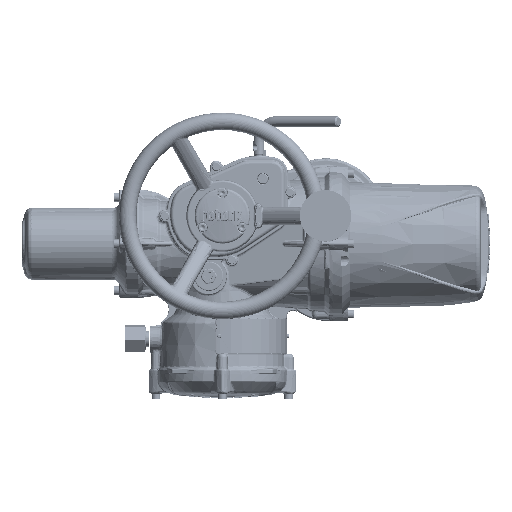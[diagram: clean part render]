
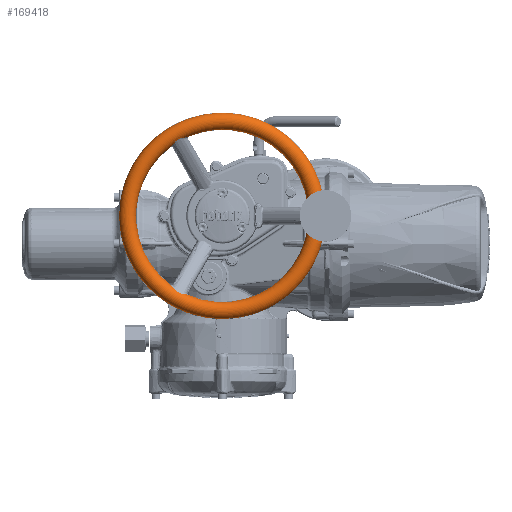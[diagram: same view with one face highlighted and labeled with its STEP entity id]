
A CAD part, top view. The second image highlights one B-rep face of the part: STEP entity #169418.
In plain terms, the highlighted toroidal (fillet/blend) face has major radius 140 mm and minor radius 12.5 mm.
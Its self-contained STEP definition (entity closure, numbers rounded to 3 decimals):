
#4485=TOROIDAL_SURFACE('',#179135,140.,12.5);
#9391=B_SPLINE_CURVE_WITH_KNOTS('',3,(#294977,#294978,#294979,#294980,#294981,
#294982,#294983),.UNSPECIFIED.,.F.,.F.,(4,1,1,1,4),(0.,0.004,
0.007,0.011,0.014),
 .UNSPECIFIED.);
#9392=B_SPLINE_CURVE_WITH_KNOTS('',3,(#294985,#294986,#294987,#294988),
 .UNSPECIFIED.,.F.,.F.,(4,4),(0.,0.006),.UNSPECIFIED.);
#9393=B_SPLINE_CURVE_WITH_KNOTS('',3,(#294990,#294991,#294992,#294993,#294994,
#294995,#294996),.UNSPECIFIED.,.F.,.F.,(4,1,1,1,4),(0.,0.004,
0.007,0.011,0.014),
 .UNSPECIFIED.);
#9394=B_SPLINE_CURVE_WITH_KNOTS('',3,(#294997,#294998,#294999,#295000,#295001,
#295002,#295003),.UNSPECIFIED.,.F.,.F.,(4,1,1,1,4),(0.,0.004,
0.007,0.011,0.014),
 .UNSPECIFIED.);
#9395=B_SPLINE_CURVE_WITH_KNOTS('',3,(#295005,#295006,#295007,#295008),
 .UNSPECIFIED.,.F.,.F.,(4,4),(0.,0.006),.UNSPECIFIED.);
#9396=B_SPLINE_CURVE_WITH_KNOTS('',3,(#295010,#295011,#295012,#295013,#295014,
#295015,#295016),.UNSPECIFIED.,.F.,.F.,(4,1,1,1,4),(0.,0.004,
0.007,0.011,0.014),
 .UNSPECIFIED.);
#9397=B_SPLINE_CURVE_WITH_KNOTS('',3,(#295017,#295018,#295019,#295020,#295021,
#295022,#295023),.UNSPECIFIED.,.F.,.F.,(4,1,1,1,4),(0.,0.004,
0.007,0.011,0.014),
 .UNSPECIFIED.);
#9398=B_SPLINE_CURVE_WITH_KNOTS('',3,(#295025,#295026,#295027,#295028),
 .UNSPECIFIED.,.F.,.F.,(4,4),(0.,0.006),.UNSPECIFIED.);
#9399=B_SPLINE_CURVE_WITH_KNOTS('',3,(#295030,#295031,#295032,#295033,#295034,
#295035,#295036),.UNSPECIFIED.,.F.,.F.,(4,1,1,1,4),(0.,0.004,
0.007,0.011,0.014),
 .UNSPECIFIED.);
#42182=ORIENTED_EDGE('',*,*,#69206,.T.);
#42183=ORIENTED_EDGE('',*,*,#69207,.T.);
#42184=ORIENTED_EDGE('',*,*,#69208,.T.);
#42185=ORIENTED_EDGE('',*,*,#69050,.F.);
#42186=ORIENTED_EDGE('',*,*,#69209,.T.);
#42187=ORIENTED_EDGE('',*,*,#69210,.T.);
#42188=ORIENTED_EDGE('',*,*,#69211,.T.);
#42189=ORIENTED_EDGE('',*,*,#69069,.F.);
#42190=ORIENTED_EDGE('',*,*,#69212,.T.);
#42191=ORIENTED_EDGE('',*,*,#69213,.T.);
#42192=ORIENTED_EDGE('',*,*,#69214,.T.);
#42193=ORIENTED_EDGE('',*,*,#69056,.F.);
#42194=ORIENTED_EDGE('',*,*,#69114,.T.);
#69050=EDGE_CURVE('',#83736,#83737,#92009,.T.);
#69056=EDGE_CURVE('',#83742,#83743,#92011,.T.);
#69069=EDGE_CURVE('',#83754,#83755,#92014,.T.);
#69114=EDGE_CURVE('',#83789,#83789,#92019,.T.);
#69206=EDGE_CURVE('',#83742,#83854,#9391,.T.);
#69207=EDGE_CURVE('',#83854,#83855,#9392,.T.);
#69208=EDGE_CURVE('',#83855,#83737,#9393,.T.);
#69209=EDGE_CURVE('',#83736,#83856,#9394,.T.);
#69210=EDGE_CURVE('',#83856,#83857,#9395,.T.);
#69211=EDGE_CURVE('',#83857,#83755,#9396,.T.);
#69212=EDGE_CURVE('',#83754,#83858,#9397,.T.);
#69213=EDGE_CURVE('',#83858,#83859,#9398,.T.);
#69214=EDGE_CURVE('',#83859,#83743,#9399,.T.);
#83736=VERTEX_POINT('',#293718);
#83737=VERTEX_POINT('',#293719);
#83742=VERTEX_POINT('',#293745);
#83743=VERTEX_POINT('',#293746);
#83754=VERTEX_POINT('',#293807);
#83755=VERTEX_POINT('',#293808);
#83789=VERTEX_POINT('',#294128);
#83854=VERTEX_POINT('',#294984);
#83855=VERTEX_POINT('',#294989);
#83856=VERTEX_POINT('',#295004);
#83857=VERTEX_POINT('',#295009);
#83858=VERTEX_POINT('',#295024);
#83859=VERTEX_POINT('',#295029);
#92009=CIRCLE('',#179088,127.508);
#92011=CIRCLE('',#179091,127.508);
#92014=CIRCLE('',#179096,127.508);
#92019=CIRCLE('',#179111,152.492);
#99393=EDGE_LOOP('',(#42182,#42183,#42184,#42185,#42186,#42187,#42188,#42189,
#42190,#42191,#42192,#42193));
#99394=EDGE_LOOP('',(#42194));
#108133=FACE_BOUND('',#99393,.T.);
#108134=FACE_BOUND('',#99394,.T.);
#169418=ADVANCED_FACE('',(#108133,#108134),#4485,.T.);
#179088=AXIS2_PLACEMENT_3D('',#293717,#198659,#198660);
#179091=AXIS2_PLACEMENT_3D('',#293744,#198665,#198666);
#179096=AXIS2_PLACEMENT_3D('',#293806,#198675,#198676);
#179111=AXIS2_PLACEMENT_3D('',#294127,#198705,#198706);
#179135=AXIS2_PLACEMENT_3D('',#294976,#198755,#198756);
#198659=DIRECTION('',(0.,0.,1.));
#198660=DIRECTION('',(0.,1.,0.));
#198665=DIRECTION('',(0.,0.,1.));
#198666=DIRECTION('',(0.,1.,0.));
#198675=DIRECTION('',(0.,0.,1.));
#198676=DIRECTION('',(0.,1.,0.));
#198705=DIRECTION('',(0.,0.,1.));
#198706=DIRECTION('',(0.,1.,0.));
#198755=DIRECTION('',(0.,0.,1.));
#198756=DIRECTION('',(0.,1.,0.));
#293717=CARTESIAN_POINT('',(0.,0.,
92.936));
#293718=CARTESIAN_POINT('',(-102.887,-75.316,92.936));
#293719=CARTESIAN_POINT('',(102.887,-75.316,92.936));
#293744=CARTESIAN_POINT('',(0.,0.,
92.936));
#293745=CARTESIAN_POINT('',(116.669,-51.445,92.936));
#293746=CARTESIAN_POINT('',(13.782,126.761,92.936));
#293806=CARTESIAN_POINT('',(0.,0.,
92.936));
#293807=CARTESIAN_POINT('',(-13.782,126.761,92.936));
#293808=CARTESIAN_POINT('',(-116.669,-51.445,92.936));
#294127=CARTESIAN_POINT('',(0.,0.,
92.936));
#294128=CARTESIAN_POINT('',(0.,152.492,92.936));
#294976=CARTESIAN_POINT('',(0.,0.,
92.5));
#294977=CARTESIAN_POINT('',(116.669,-51.445,92.936));
#294978=CARTESIAN_POINT('',(116.43,-52.071,93.913));
#294979=CARTESIAN_POINT('',(116.062,-53.574,95.664));
#294980=CARTESIAN_POINT('',(115.677,-56.313,97.884));
#294981=CARTESIAN_POINT('',(115.339,-59.329,99.649));
#294982=CARTESIAN_POINT('',(114.858,-61.572,100.403));
#294983=CARTESIAN_POINT('',(114.312,-62.627,100.438));
#294984=CARTESIAN_POINT('',(114.312,-62.627,100.438));
#294985=CARTESIAN_POINT('',(114.312,-62.627,100.438));
#294986=CARTESIAN_POINT('',(113.418,-64.357,100.494));
#294987=CARTESIAN_POINT('',(112.444,-66.044,100.494));
#294988=CARTESIAN_POINT('',(111.393,-67.684,100.438));
#294989=CARTESIAN_POINT('',(111.393,-67.684,100.438));
#294990=CARTESIAN_POINT('',(111.393,-67.684,100.438));
#294991=CARTESIAN_POINT('',(110.749,-68.688,100.403));
#294992=CARTESIAN_POINT('',(109.053,-70.218,99.652));
#294993=CARTESIAN_POINT('',(106.596,-72.031,97.873));
#294994=CARTESIAN_POINT('',(104.449,-73.708,95.69));
#294995=CARTESIAN_POINT('',(103.31,-74.795,93.913));
#294996=CARTESIAN_POINT('',(102.887,-75.316,92.936));
#294997=CARTESIAN_POINT('',(-102.887,-75.316,92.936));
#294998=CARTESIAN_POINT('',(-103.31,-74.796,93.913));
#294999=CARTESIAN_POINT('',(-104.427,-73.726,95.664));
#295000=CARTESIAN_POINT('',(-106.607,-72.023,97.884));
#295001=CARTESIAN_POINT('',(-109.05,-70.222,99.649));
#295002=CARTESIAN_POINT('',(-110.752,-68.684,100.403));
#295003=CARTESIAN_POINT('',(-111.393,-67.684,100.438));
#295004=CARTESIAN_POINT('',(-111.393,-67.684,100.438));
#295005=CARTESIAN_POINT('',(-111.393,-67.684,100.438));
#295006=CARTESIAN_POINT('',(-112.444,-66.044,100.494));
#295007=CARTESIAN_POINT('',(-113.418,-64.357,100.494));
#295008=CARTESIAN_POINT('',(-114.312,-62.627,100.438));
#295009=CARTESIAN_POINT('',(-114.312,-62.627,100.438));
#295010=CARTESIAN_POINT('',(-114.312,-62.627,100.438));
#295011=CARTESIAN_POINT('',(-114.86,-61.567,100.403));
#295012=CARTESIAN_POINT('',(-115.337,-59.334,99.652));
#295013=CARTESIAN_POINT('',(-115.679,-56.299,97.873));
#295014=CARTESIAN_POINT('',(-116.057,-53.602,95.69));
#295015=CARTESIAN_POINT('',(-116.43,-52.071,93.913));
#295016=CARTESIAN_POINT('',(-116.669,-51.445,92.936));
#295017=CARTESIAN_POINT('',(-13.782,126.761,92.936));
#295018=CARTESIAN_POINT('',(-13.12,126.867,93.913));
#295019=CARTESIAN_POINT('',(-11.635,127.3,95.664));
#295020=CARTESIAN_POINT('',(-9.07,128.335,97.884));
#295021=CARTESIAN_POINT('',(-6.289,129.551,99.649));
#295022=CARTESIAN_POINT('',(-4.106,130.256,100.403));
#295023=CARTESIAN_POINT('',(-2.919,130.311,100.438));
#295024=CARTESIAN_POINT('',(-2.919,130.311,100.438));
#295025=CARTESIAN_POINT('',(-2.919,130.311,100.438));
#295026=CARTESIAN_POINT('',(-0.974,130.401,100.494));
#295027=CARTESIAN_POINT('',(0.974,130.401,100.494));
#295028=CARTESIAN_POINT('',(2.919,130.311,100.438));
#295029=CARTESIAN_POINT('',(2.919,130.311,100.438));
#295030=CARTESIAN_POINT('',(2.919,130.311,100.438));
#295031=CARTESIAN_POINT('',(4.111,130.256,100.403));
#295032=CARTESIAN_POINT('',(6.284,129.552,99.652));
#295033=CARTESIAN_POINT('',(9.083,128.331,97.873));
#295034=CARTESIAN_POINT('',(11.608,127.309,95.69));
#295035=CARTESIAN_POINT('',(13.12,126.867,93.913));
#295036=CARTESIAN_POINT('',(13.782,126.761,92.936));
